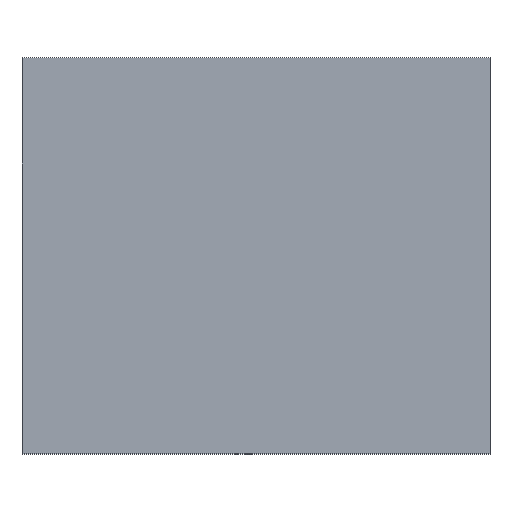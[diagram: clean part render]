
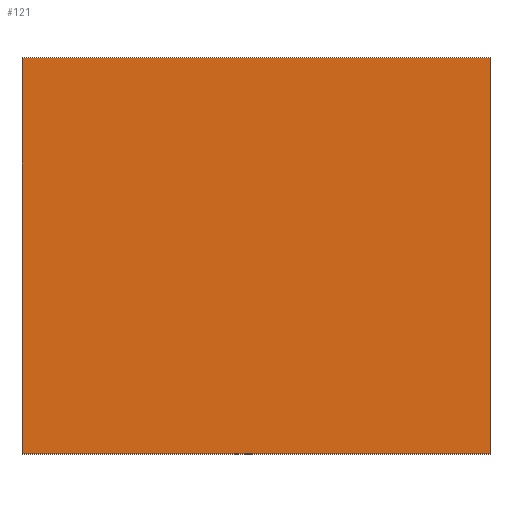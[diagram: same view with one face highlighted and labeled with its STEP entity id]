
A CAD part, top view. The second image highlights one B-rep face of the part: STEP entity #121.
In plain terms, the highlighted planar face has unit normal (0, 0, 1).
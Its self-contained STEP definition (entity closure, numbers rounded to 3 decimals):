
#1 = ORIENTED_EDGE ( 'NONE', *, *, #161, .F. ) ;
#7 = CARTESIAN_POINT ( 'NONE',  ( 130., 220., 85. ) ) ;
#12 = ORIENTED_EDGE ( 'NONE', *, *, #24, .F. ) ;
#19 = CARTESIAN_POINT ( 'NONE',  ( 130., 0., 85. ) ) ;
#20 = DIRECTION ( 'NONE',  ( 1., 0., 0. ) ) ;
#24 = EDGE_CURVE ( 'NONE', #77, #163, #35, .T. ) ;
#25 = LINE ( 'NONE', #114, #32 ) ;
#27 = CARTESIAN_POINT ( 'NONE',  ( -130., 220., 85. ) ) ;
#30 = VERTEX_POINT ( 'NONE', #81 ) ;
#32 = VECTOR ( 'NONE', #87, 1000. ) ;
#35 = LINE ( 'NONE', #188, #132 ) ;
#42 = LINE ( 'NONE', #19, #91 ) ;
#50 = AXIS2_PLACEMENT_3D ( 'NONE', #7, #155, #126 ) ;
#52 = DIRECTION ( 'NONE',  ( 1., 0., 0. ) ) ;
#65 = VECTOR ( 'NONE', #112, 1000. ) ;
#73 = CARTESIAN_POINT ( 'NONE',  ( -130., 0., 85. ) ) ;
#77 = VERTEX_POINT ( 'NONE', #120 ) ;
#81 = CARTESIAN_POINT ( 'NONE',  ( 130., 0., 85. ) ) ;
#87 = DIRECTION ( 'NONE',  ( 0., -1., 0. ) ) ;
#90 = EDGE_LOOP ( 'NONE', ( #159, #1, #12, #162 ) ) ;
#91 = VECTOR ( 'NONE', #20, 1000. ) ;
#112 = DIRECTION ( 'NONE',  ( 0., -1., 0. ) ) ;
#114 = CARTESIAN_POINT ( 'NONE',  ( 130., 220., 85. ) ) ;
#120 = CARTESIAN_POINT ( 'NONE',  ( -130., 220., 85. ) ) ;
#121 = ADVANCED_FACE ( 'NONE', ( #194 ), #158, .F. ) ;
#126 = DIRECTION ( 'NONE',  ( -1., 0., 0. ) ) ;
#131 = VERTEX_POINT ( 'NONE', #73 ) ;
#132 = VECTOR ( 'NONE', #52, 1000. ) ;
#149 = EDGE_CURVE ( 'NONE', #77, #131, #192, .T. ) ;
#155 = DIRECTION ( 'NONE',  ( 0., 0., -1. ) ) ;
#157 = EDGE_CURVE ( 'NONE', #131, #30, #42, .T. ) ;
#158 = PLANE ( 'NONE',  #50 ) ;
#159 = ORIENTED_EDGE ( 'NONE', *, *, #157, .T. ) ;
#161 = EDGE_CURVE ( 'NONE', #163, #30, #25, .T. ) ;
#162 = ORIENTED_EDGE ( 'NONE', *, *, #149, .T. ) ;
#163 = VERTEX_POINT ( 'NONE', #198 ) ;
#188 = CARTESIAN_POINT ( 'NONE',  ( 130., 220., 85. ) ) ;
#192 = LINE ( 'NONE', #27, #65 ) ;
#194 = FACE_OUTER_BOUND ( 'NONE', #90, .T. ) ;
#198 = CARTESIAN_POINT ( 'NONE',  ( 130., 220., 85. ) ) ;
